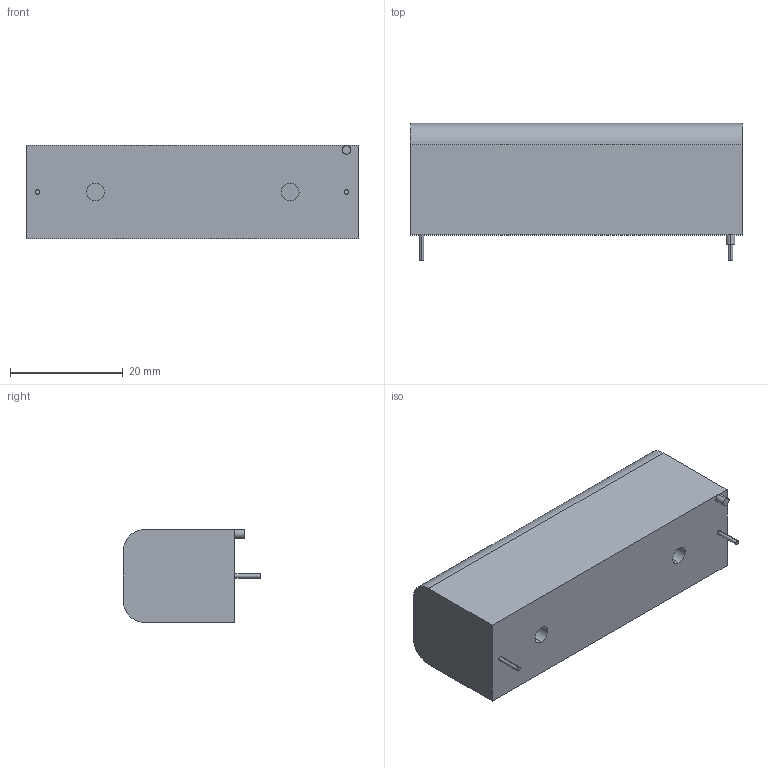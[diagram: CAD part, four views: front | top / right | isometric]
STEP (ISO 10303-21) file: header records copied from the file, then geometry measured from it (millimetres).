
FILE_DESCRIPTION (( 'STEP AP203' ), '1' );
FILE_NAME ('BHAA-3.STEP', '2014-06-03T15:01:19', ( 'Intern' ), ( '' ), 'SwSTEP 2.0', 'SolidWorks 2012', '' );
FILE_SCHEMA (( 'CONFIG_CONTROL_DESIGN' ));
Length unit declared in the file: inch
Products named in the file (1): BHAA-3
Bounding box: 58.93 x 24.38 x 16.51 mm (x, y, z)
Volume: 18835 mm3; surface area: 4861.5 mm2
Topology: 1 solids, 1 shells, 23 faces, 48 edges, 32 vertices
Faces by surface type: cylinder 12, plane 11
Entity records: 705 total; most frequent: DIRECTION 120, CARTESIAN_POINT 104, ORIENTED_EDGE 96, EDGE_CURVE 48, AXIS2_PLACEMENT_3D 48, VERTEX_POINT 32, EDGE_LOOP 28, VECTOR 24
